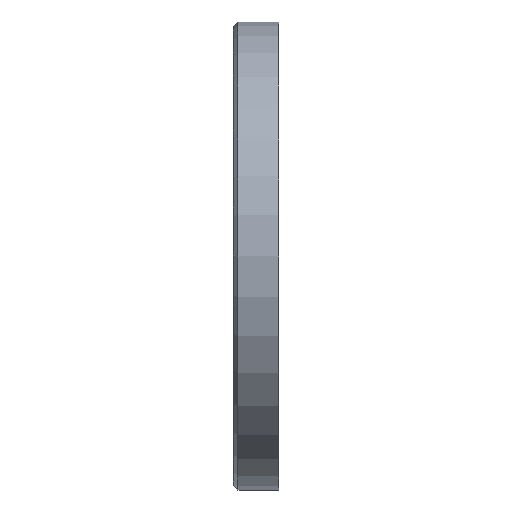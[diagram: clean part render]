
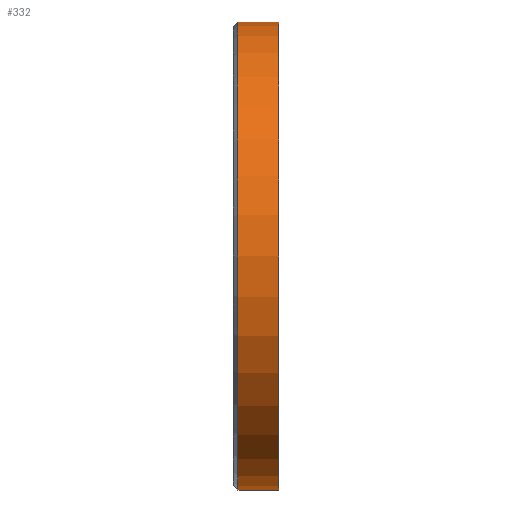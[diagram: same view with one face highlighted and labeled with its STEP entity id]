
A CAD part, left-side view. The second image highlights one B-rep face of the part: STEP entity #332.
In plain terms, the highlighted cylindrical face has radius 26 mm (diameter 52 mm), a partial arc.
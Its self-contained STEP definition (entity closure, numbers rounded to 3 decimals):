
#306 = ORIENTED_EDGE ( 'NONE', *, *, #2507, .F. ) ;
#332 = ADVANCED_FACE ( 'NONE', ( #6263 ), #1350, .T. ) ;
#479 = VERTEX_POINT ( 'NONE', #11672 ) ;
#950 = LINE ( 'NONE', #15451, #12097 ) ;
#1282 = DIRECTION ( 'NONE',  ( 0., -1., 0. ) ) ;
#1350 = CYLINDRICAL_SURFACE ( 'NONE', #13591, 26. ) ;
#2265 = CIRCLE ( 'NONE', #7755, 26. ) ;
#2372 = CARTESIAN_POINT ( 'NONE',  ( 0., -2.5, 26. ) ) ;
#2507 = EDGE_CURVE ( 'NONE', #479, #6017, #13762, .T. ) ;
#2550 = CARTESIAN_POINT ( 'NONE',  ( 0., -2.5, -26. ) ) ;
#2603 = DIRECTION ( 'NONE',  ( 0., 0., -1. ) ) ;
#2949 = VERTEX_POINT ( 'NONE', #2550 ) ;
#4981 = DIRECTION ( 'NONE',  ( 0., -1., 0. ) ) ;
#5028 = EDGE_CURVE ( 'NONE', #479, #6927, #9972, .T. ) ;
#5479 = DIRECTION ( 'NONE',  ( 0., -1., 0. ) ) ;
#6017 = VERTEX_POINT ( 'NONE', #2372 ) ;
#6263 = FACE_OUTER_BOUND ( 'NONE', #13809, .T. ) ;
#6831 = DIRECTION ( 'NONE',  ( 0., 0., 1. ) ) ;
#6927 = VERTEX_POINT ( 'NONE', #12800 ) ;
#7755 = AXIS2_PLACEMENT_3D ( 'NONE', #14775, #4981, #2603 ) ;
#8526 = ORIENTED_EDGE ( 'NONE', *, *, #14222, .T. ) ;
#9071 = CARTESIAN_POINT ( 'NONE',  ( 0., -2.5, 0. ) ) ;
#9609 = ORIENTED_EDGE ( 'NONE', *, *, #5028, .T. ) ;
#9972 = CIRCLE ( 'NONE', #14268, 26. ) ;
#10082 = ORIENTED_EDGE ( 'NONE', *, *, #13833, .F. ) ;
#10216 = DIRECTION ( 'NONE',  ( 0., 0., -1. ) ) ;
#11672 = CARTESIAN_POINT ( 'NONE',  ( 0., 2., 26. ) ) ;
#11965 = DIRECTION ( 'NONE',  ( 0., -1., 0. ) ) ;
#12097 = VECTOR ( 'NONE', #11965, 1000. ) ;
#12800 = CARTESIAN_POINT ( 'NONE',  ( 0., 2., -26. ) ) ;
#13591 = AXIS2_PLACEMENT_3D ( 'NONE', #9071, #5479, #10216 ) ;
#13762 = LINE ( 'NONE', #15638, #14709 ) ;
#13809 = EDGE_LOOP ( 'NONE', ( #306, #9609, #8526, #10082 ) ) ;
#13833 = EDGE_CURVE ( 'NONE', #6017, #2949, #2265, .T. ) ;
#13908 = CARTESIAN_POINT ( 'NONE',  ( 0., 2., 0. ) ) ;
#14222 = EDGE_CURVE ( 'NONE', #6927, #2949, #950, .T. ) ;
#14268 = AXIS2_PLACEMENT_3D ( 'NONE', #13908, #15066, #6831 ) ;
#14709 = VECTOR ( 'NONE', #1282, 1000. ) ;
#14775 = CARTESIAN_POINT ( 'NONE',  ( 0., -2.5, 0. ) ) ;
#15066 = DIRECTION ( 'NONE',  ( 0., -1., 0. ) ) ;
#15451 = CARTESIAN_POINT ( 'NONE',  ( 0., -2.5, -26. ) ) ;
#15638 = CARTESIAN_POINT ( 'NONE',  ( 0., -2.5, 26. ) ) ;
